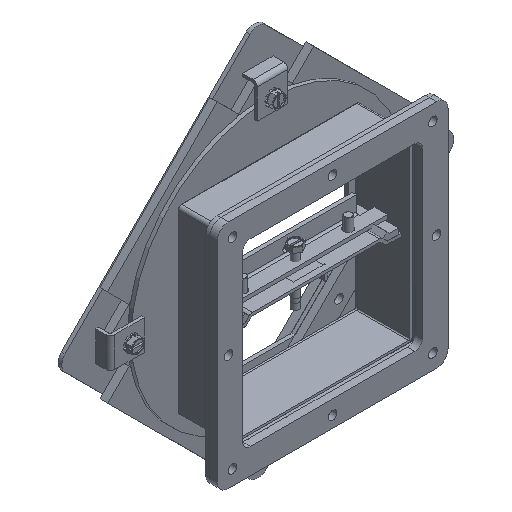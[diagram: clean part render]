
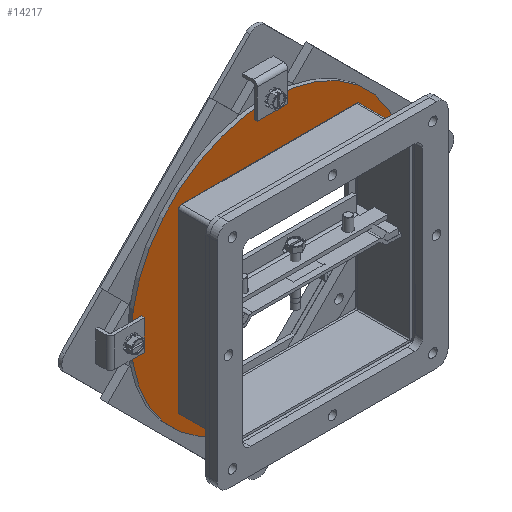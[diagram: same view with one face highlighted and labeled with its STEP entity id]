
A CAD part, isometric view. The second image highlights one B-rep face of the part: STEP entity #14217.
In plain terms, the highlighted planar face has unit normal (0, -1, 0).
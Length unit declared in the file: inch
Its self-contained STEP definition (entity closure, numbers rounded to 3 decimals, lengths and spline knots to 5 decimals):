
#424 = DIRECTION ( 'NONE',  ( 0., 1., 0. ) ) ;
#805 = EDGE_CURVE ( 'NONE', #18742, #19259, #7055, .T. ) ;
#880 = ORIENTED_EDGE ( 'NONE', *, *, #3485, .F. ) ;
#1018 = VERTEX_POINT ( 'NONE', #4509 ) ;
#1283 = CIRCLE ( 'NONE', #12429, 0.062 ) ;
#1405 = DIRECTION ( 'NONE',  ( 0., 0., 1. ) ) ;
#1520 = DIRECTION ( 'NONE',  ( 0., 0., -1. ) ) ;
#1561 = EDGE_LOOP ( 'NONE', ( #880 ) ) ;
#2012 = CARTESIAN_POINT ( 'NONE',  ( -2.9845, 0.859, 2.9225 ) ) ;
#2067 = CARTESIAN_POINT ( 'NONE',  ( 0., 0.859, 0. ) ) ;
#2155 = ORIENTED_EDGE ( 'NONE', *, *, #9336, .T. ) ;
#3332 = ORIENTED_EDGE ( 'NONE', *, *, #4923, .T. ) ;
#3394 = DIRECTION ( 'NONE',  ( 1., 0., 0. ) ) ;
#3445 = ORIENTED_EDGE ( 'NONE', *, *, #10874, .T. ) ;
#3485 = EDGE_CURVE ( 'NONE', #18956, #18956, #18490, .T. ) ;
#3590 = LINE ( 'NONE', #12385, #14951 ) ;
#3718 = CARTESIAN_POINT ( 'NONE',  ( 2.9225, 0.859, -2.9225 ) ) ;
#4094 = DIRECTION ( 'NONE',  ( 1., 0., 0. ) ) ;
#4349 = DIRECTION ( 'NONE',  ( 1., 0., 0. ) ) ;
#4404 = CARTESIAN_POINT ( 'NONE',  ( -2.9225, 0.859, -2.9225 ) ) ;
#4482 = VERTEX_POINT ( 'NONE', #17149 ) ;
#4509 = CARTESIAN_POINT ( 'NONE',  ( -2.9225, 0.859, -2.9845 ) ) ;
#4878 = AXIS2_PLACEMENT_3D ( 'NONE', #4404, #424, #9941 ) ;
#4900 = DIRECTION ( 'NONE',  ( -1., 0., 0. ) ) ;
#4923 = EDGE_CURVE ( 'NONE', #11108, #11490, #8067, .T. ) ;
#5276 = DIRECTION ( 'NONE',  ( 1., 0., 0. ) ) ;
#6019 = DIRECTION ( 'NONE',  ( 0., 1., 0. ) ) ;
#6028 = FACE_OUTER_BOUND ( 'NONE', #1561, .T. ) ;
#6148 = PLANE ( 'NONE',  #21435 ) ;
#6201 = ORIENTED_EDGE ( 'NONE', *, *, #13924, .T. ) ;
#6766 = DIRECTION ( 'NONE',  ( 1., 0., 0. ) ) ;
#7055 = LINE ( 'NONE', #16557, #14305 ) ;
#7597 = CIRCLE ( 'NONE', #12244, 0.062 ) ;
#8067 = LINE ( 'NONE', #8188, #14259 ) ;
#8188 = CARTESIAN_POINT ( 'NONE',  ( 2.9845, 0.859, 2.9845 ) ) ;
#8570 = DIRECTION ( 'NONE',  ( 0., 1., 0. ) ) ;
#9336 = EDGE_CURVE ( 'NONE', #19259, #4482, #23213, .T. ) ;
#9810 = CARTESIAN_POINT ( 'NONE',  ( 4.5625, 0.859, 0. ) ) ;
#9941 = DIRECTION ( 'NONE',  ( 1., 0., 0. ) ) ;
#10874 = EDGE_CURVE ( 'NONE', #23154, #12213, #15626, .T. ) ;
#11074 = DIRECTION ( 'NONE',  ( 0., 1., 0. ) ) ;
#11108 = VERTEX_POINT ( 'NONE', #11761 ) ;
#11490 = VERTEX_POINT ( 'NONE', #18789 ) ;
#11748 = ORIENTED_EDGE ( 'NONE', *, *, #13304, .T. ) ;
#11761 = CARTESIAN_POINT ( 'NONE',  ( -2.9225, 0.859, 2.9845 ) ) ;
#12213 = VERTEX_POINT ( 'NONE', #2012 ) ;
#12244 = AXIS2_PLACEMENT_3D ( 'NONE', #17353, #23241, #6766 ) ;
#12304 = ORIENTED_EDGE ( 'NONE', *, *, #21975, .T. ) ;
#12385 = CARTESIAN_POINT ( 'NONE',  ( -2.9845, 0.859, -2.9845 ) ) ;
#12429 = AXIS2_PLACEMENT_3D ( 'NONE', #19866, #8570, #3394 ) ;
#12640 = CARTESIAN_POINT ( 'NONE',  ( 2.9845, 0.859, -2.9225 ) ) ;
#13304 = EDGE_CURVE ( 'NONE', #1018, #23154, #17566, .T. ) ;
#13495 = CARTESIAN_POINT ( 'NONE',  ( 0., 0.859, 0. ) ) ;
#13924 = EDGE_CURVE ( 'NONE', #11490, #18742, #7597, .T. ) ;
#13937 = CARTESIAN_POINT ( 'NONE',  ( -2.9845, 0.859, 2.9845 ) ) ;
#14217 = ADVANCED_FACE ( 'NONE', ( #6028, #15305 ), #6148, .F. ) ;
#14259 = VECTOR ( 'NONE', #15542, 39.37008 ) ;
#14305 = VECTOR ( 'NONE', #1520, 39.37008 ) ;
#14951 = VECTOR ( 'NONE', #4900, 39.37008 ) ;
#15305 = FACE_BOUND ( 'NONE', #20874, .T. ) ;
#15484 = VECTOR ( 'NONE', #1405, 39.37008 ) ;
#15542 = DIRECTION ( 'NONE',  ( 1., 0., 0. ) ) ;
#15626 = LINE ( 'NONE', #13937, #15484 ) ;
#16557 = CARTESIAN_POINT ( 'NONE',  ( 2.9845, 0.859, -2.9845 ) ) ;
#17149 = CARTESIAN_POINT ( 'NONE',  ( 2.9225, 0.859, -2.9845 ) ) ;
#17326 = AXIS2_PLACEMENT_3D ( 'NONE', #2067, #6019, #4094 ) ;
#17353 = CARTESIAN_POINT ( 'NONE',  ( 2.9225, 0.859, 2.9225 ) ) ;
#17566 = CIRCLE ( 'NONE', #4878, 0.062 ) ;
#17883 = EDGE_CURVE ( 'NONE', #12213, #11108, #1283, .T. ) ;
#18363 = CARTESIAN_POINT ( 'NONE',  ( 2.9845, 0.859, 2.9225 ) ) ;
#18490 = CIRCLE ( 'NONE', #17326, 4.5625 ) ;
#18742 = VERTEX_POINT ( 'NONE', #18363 ) ;
#18789 = CARTESIAN_POINT ( 'NONE',  ( 2.9225, 0.859, 2.9845 ) ) ;
#18956 = VERTEX_POINT ( 'NONE', #9810 ) ;
#19215 = ORIENTED_EDGE ( 'NONE', *, *, #17883, .T. ) ;
#19259 = VERTEX_POINT ( 'NONE', #12640 ) ;
#19744 = CARTESIAN_POINT ( 'NONE',  ( -2.9845, 0.859, -2.9225 ) ) ;
#19866 = CARTESIAN_POINT ( 'NONE',  ( -2.9225, 0.859, 2.9225 ) ) ;
#20829 = DIRECTION ( 'NONE',  ( 0., 1., 0. ) ) ;
#20874 = EDGE_LOOP ( 'NONE', ( #19215, #3332, #6201, #23347, #2155, #12304, #11748, #3445 ) ) ;
#21435 = AXIS2_PLACEMENT_3D ( 'NONE', #13495, #20829, #4349 ) ;
#21975 = EDGE_CURVE ( 'NONE', #4482, #1018, #3590, .T. ) ;
#23154 = VERTEX_POINT ( 'NONE', #19744 ) ;
#23213 = CIRCLE ( 'NONE', #23591, 0.062 ) ;
#23241 = DIRECTION ( 'NONE',  ( 0., 1., 0. ) ) ;
#23347 = ORIENTED_EDGE ( 'NONE', *, *, #805, .T. ) ;
#23591 = AXIS2_PLACEMENT_3D ( 'NONE', #3718, #11074, #5276 ) ;
